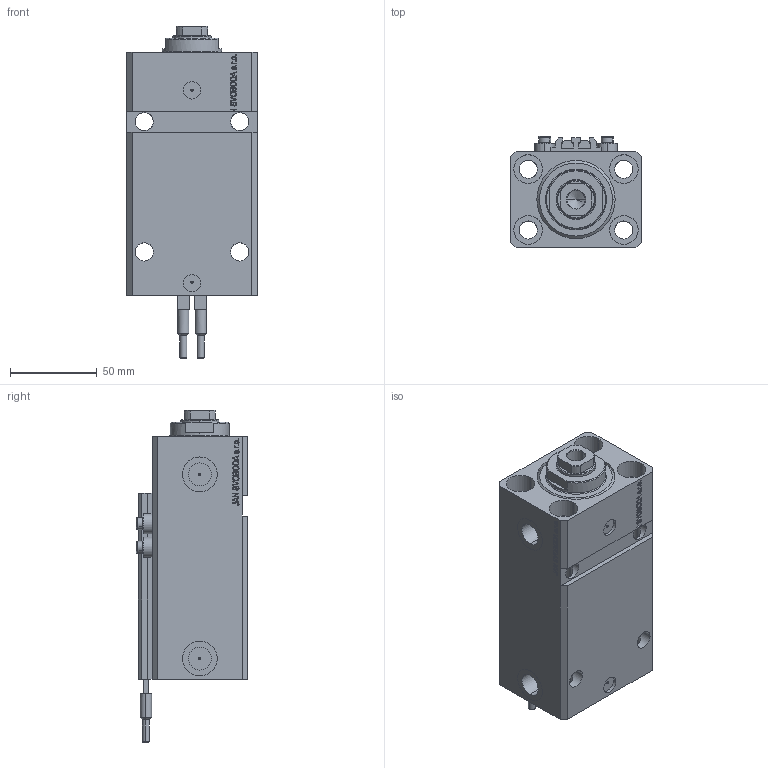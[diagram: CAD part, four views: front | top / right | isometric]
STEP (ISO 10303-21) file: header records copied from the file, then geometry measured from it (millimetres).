
FILE_DESCRIPTION (( 'STEP AP203' ), '1' );
FILE_NAME ('672e.STEP', '2025-10-14T12:07:13', ( '' ), ( '' ), 'SwSTEP 2.0', 'SolidWorks 2019', '' );
FILE_SCHEMA (( 'CONFIG_CONTROL_DESIGN' ));
Length unit declared in the file: millimetre
Products named in the file (6): V250CE_E_Body c25f4f410217a0b97bb3abdfd2cf33a2; SWITCH_V250CE c25f4f410217a0b97bb3abdfd2cf33a2; ALLEN BOLT V250CE c25f4f410217a0b97bb3abdfd2cf33a2; 672e; V250CE_VC_E c25f4f410217a0b97bb3abdfd2cf33a2; V250CE_C_VCP c25f4f410217a0b97bb3abdfd2cf33a2
Assembly tree (9 placements, depth 2):
  672e
    V250CE_E_Body c25f4f410217a0b97bb3abdfd2cf33a2
    ALLEN BOLT V250CE c25f4f410217a0b97bb3abdfd2cf33a2  x4
    V250CE_C_VCP c25f4f410217a0b97bb3abdfd2cf33a2
    V250CE_VC_E c25f4f410217a0b97bb3abdfd2cf33a2
    SWITCH_V250CE c25f4f410217a0b97bb3abdfd2cf33a2  x2
Bounding box: 75 x 64 x 191 mm (x, y, z)
Volume: 485172 mm3; surface area: 119201.5 mm2
Topology: 10 solids, 10 shells, 1152 faces, 2856 edges, 1831 vertices
Faces by surface type: plane 550, bspline 354, cylinder 170, cone 60, torus 18
Entity records: 48703 total; most frequent: CARTESIAN_POINT 25072, ORIENTED_EDGE 5294, DIRECTION 3569, EDGE_CURVE 2647, VERTEX_POINT 1717, VECTOR 1585, LINE 1585, EDGE_LOOP 1192
